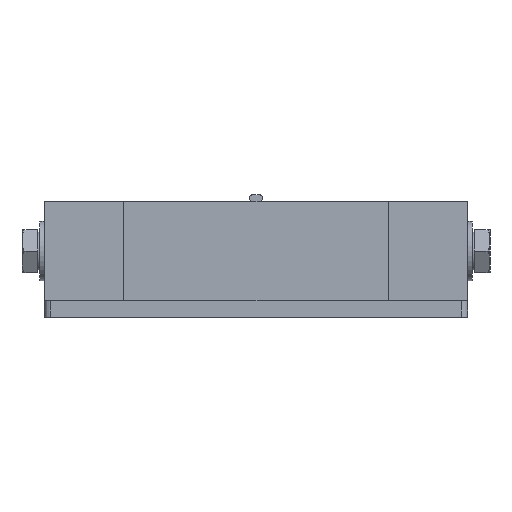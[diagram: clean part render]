
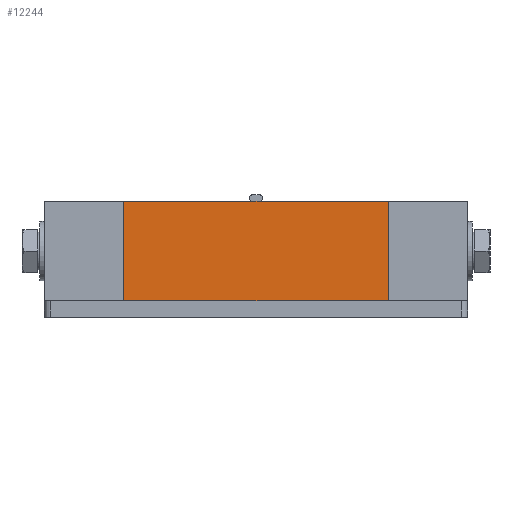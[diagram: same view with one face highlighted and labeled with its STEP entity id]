
A CAD part, left-side view. The second image highlights one B-rep face of the part: STEP entity #12244.
In plain terms, the highlighted planar face has unit normal (-1, 0, 0).
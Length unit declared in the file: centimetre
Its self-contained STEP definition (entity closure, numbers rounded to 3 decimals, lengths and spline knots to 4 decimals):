
#1569=FACE_OUTER_BOUND('',#2331,.T.);
#2331=EDGE_LOOP('',(#10249,#10250,#10251,#10252));
#3098=LINE('',#17318,#4096);
#3755=LINE('',#19901,#4753);
#3766=LINE('',#19926,#4764);
#3767=LINE('',#19927,#4765);
#4096=VECTOR('',#13763,1.);
#4753=VECTOR('',#16668,1.);
#4764=VECTOR('',#16699,1.);
#4765=VECTOR('',#16700,1.);
#5093=VERTEX_POINT('',#17315);
#5094=VERTEX_POINT('',#17317);
#5751=VERTEX_POINT('',#19898);
#5752=VERTEX_POINT('',#19900);
#6050=EDGE_CURVE('',#5093,#5094,#3098,.T.);
#7292=EDGE_CURVE('',#5751,#5752,#3755,.T.);
#7305=EDGE_CURVE('',#5752,#5093,#3766,.T.);
#7306=EDGE_CURVE('',#5751,#5094,#3767,.T.);
#10249=ORIENTED_EDGE('',*,*,#7305,.F.);
#10250=ORIENTED_EDGE('',*,*,#7292,.F.);
#10251=ORIENTED_EDGE('',*,*,#7306,.T.);
#10252=ORIENTED_EDGE('',*,*,#6050,.F.);
#11540=PLANE('',#13556);
#12244=ADVANCED_FACE('',(#1569),#11540,.T.);
#13556=AXIS2_PLACEMENT_3D('',#19925,#16697,#16698);
#13763=DIRECTION('',(0.,-1.,0.));
#16668=DIRECTION('',(0.,1.,0.));
#16697=DIRECTION('center_axis',(-1.,0.,0.));
#16698=DIRECTION('ref_axis',(0.,1.,0.));
#16699=DIRECTION('',(0.,0.,1.));
#16700=DIRECTION('',(0.,0.,1.));
#17315=CARTESIAN_POINT('',(-12.,4.,0.));
#17317=CARTESIAN_POINT('',(-12.,-4.,0.));
#17318=CARTESIAN_POINT('',(-12.,5.1,0.));
#19898=CARTESIAN_POINT('',(-12.,-4.,-3.));
#19900=CARTESIAN_POINT('',(-12.,4.,-3.));
#19901=CARTESIAN_POINT('',(-12.,5.1,-3.));
#19925=CARTESIAN_POINT('Origin',(-12.,-5.1,0.));
#19926=CARTESIAN_POINT('',(-12.,4.,0.));
#19927=CARTESIAN_POINT('',(-12.,-4.,0.));
